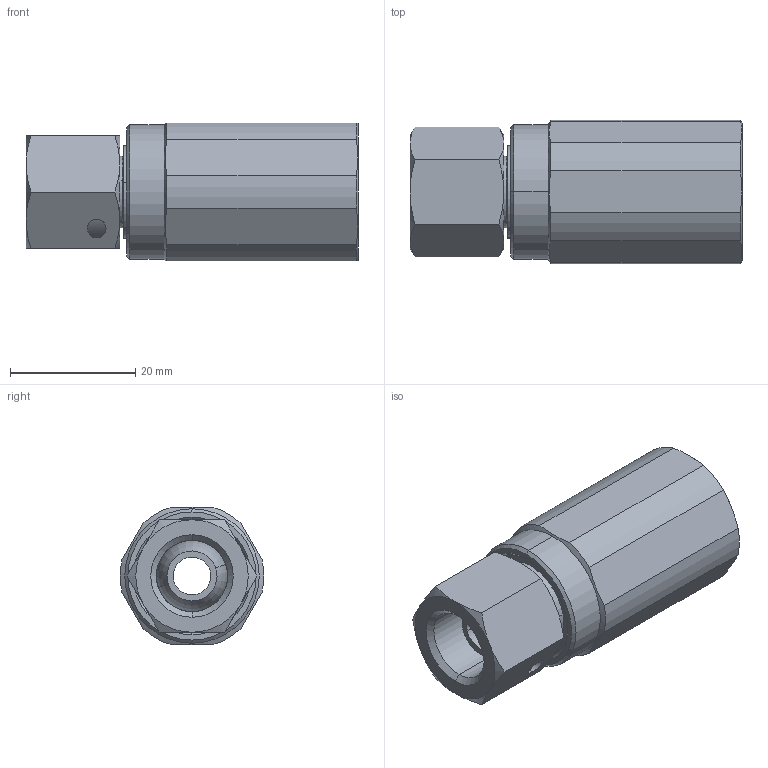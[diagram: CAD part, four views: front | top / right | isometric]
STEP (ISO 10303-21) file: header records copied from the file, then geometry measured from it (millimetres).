
FILE_DESCRIPTION (( 'STEP AP214' ), '1' );
FILE_NAME ('250 RF.STEP', '2015-09-04T10:17:58', ( 'admin' ), ( 'Microsoft' ), 'SwSTEP 2.0', 'SolidWorks 2009', '' );
FILE_SCHEMA (( 'AUTOMOTIVE_DESIGN' ));
Length unit declared in the file: millimetre
Products named in the file (1): 250 RF
Bounding box: 53.1 x 22.93 x 22 mm (x, y, z)
Volume: 14766.5 mm3; surface area: 6552 mm2
Topology: 1 solids, 1 shells, 88 faces, 194 edges, 118 vertices
Faces by surface type: cone 34, cylinder 29, plane 23, torus 2
Entity records: 2607 total; most frequent: CARTESIAN_POINT 663, DIRECTION 414, ORIENTED_EDGE 388, EDGE_CURVE 194, AXIS2_PLACEMENT_3D 179, VERTEX_POINT 118, EDGE_LOOP 100, CIRCLE 90
